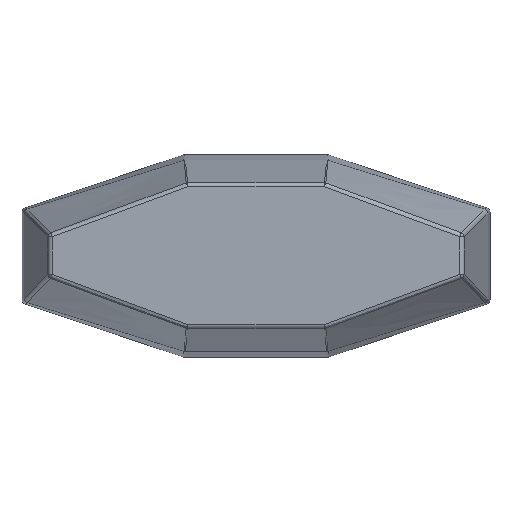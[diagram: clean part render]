
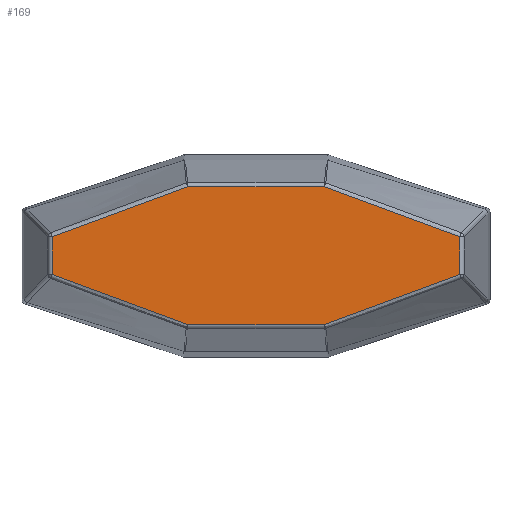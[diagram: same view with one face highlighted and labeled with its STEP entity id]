
A CAD part, top view. The second image highlights one B-rep face of the part: STEP entity #169.
In plain terms, the highlighted planar face has unit normal (0, 0, 1).
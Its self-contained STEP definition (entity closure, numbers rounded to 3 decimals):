
#169 = ADVANCED_FACE( '', ( #351 ), #352, .T. );
#351 = FACE_OUTER_BOUND( '', #915, .T. );
#352 = PLANE( '', #916 );
#915 = EDGE_LOOP( '', ( #1360, #1361, #1362, #1363, #1364, #1365, #1366, #1367 ) );
#916 = AXIS2_PLACEMENT_3D( '', #1368, #1369, #1370 );
#1360 = ORIENTED_EDGE( '', *, *, #1547, .T. );
#1361 = ORIENTED_EDGE( '', *, *, #1466, .T. );
#1362 = ORIENTED_EDGE( '', *, *, #1503, .T. );
#1363 = ORIENTED_EDGE( '', *, *, #1605, .T. );
#1364 = ORIENTED_EDGE( '', *, *, #1614, .T. );
#1365 = ORIENTED_EDGE( '', *, *, #1621, .T. );
#1366 = ORIENTED_EDGE( '', *, *, #1600, .T. );
#1367 = ORIENTED_EDGE( '', *, *, #1595, .T. );
#1368 = CARTESIAN_POINT( '', ( 0., 0., 10. ) );
#1369 = DIRECTION( '', ( 0., 0., 1. ) );
#1370 = DIRECTION( '', ( 1., 0., 0. ) );
#1466 = EDGE_CURVE( '', #1653, #1658, #1660, .T. );
#1503 = EDGE_CURVE( '', #1658, #1723, #1725, .T. );
#1547 = EDGE_CURVE( '', #1788, #1653, #1791, .T. );
#1595 = EDGE_CURVE( '', #1852, #1788, #1855, .T. );
#1600 = EDGE_CURVE( '', #1857, #1852, #1861, .T. );
#1605 = EDGE_CURVE( '', #1723, #1670, #1866, .T. );
#1614 = EDGE_CURVE( '', #1670, #1823, #1877, .T. );
#1621 = EDGE_CURVE( '', #1823, #1857, #1884, .T. );
#1653 = VERTEX_POINT( '', #1950 );
#1658 = VERTEX_POINT( '', #1956 );
#1660 = LINE( '', #1958, #1959 );
#1670 = VERTEX_POINT( '', #1969 );
#1723 = VERTEX_POINT( '', #2091 );
#1725 = B_SPLINE_CURVE_WITH_KNOTS( '', 3, ( #2093, #2094, #2095, #2096 ), .UNSPECIFIED., .F., .F., ( 4, 4 ), ( 0., 0.007 ), .UNSPECIFIED. );
#1788 = VERTEX_POINT( '', #2353 );
#1791 = B_SPLINE_CURVE_WITH_KNOTS( '', 3, ( #2356, #2357, #2358, #2359 ), .UNSPECIFIED., .F., .F., ( 4, 4 ), ( 0., 0.007 ), .UNSPECIFIED. );
#1823 = VERTEX_POINT( '', #2463 );
#1852 = VERTEX_POINT( '', #2555 );
#1855 = LINE( '', #2559, #2560 );
#1857 = VERTEX_POINT( '', #2562 );
#1861 = B_SPLINE_CURVE_WITH_KNOTS( '', 3, ( #2569, #2570, #2571, #2572 ), .UNSPECIFIED., .F., .F., ( 4, 4 ), ( 0., 0.007 ), .UNSPECIFIED. );
#1866 = LINE( '', #2577, #2578 );
#1877 = B_SPLINE_CURVE_WITH_KNOTS( '', 3, ( #2593, #2594, #2595, #2596 ), .UNSPECIFIED., .F., .F., ( 4, 4 ), ( 0., 0.007 ), .UNSPECIFIED. );
#1884 = LINE( '', #2618, #2619 );
#1950 = CARTESIAN_POINT( '', ( -9.581, 0.891, 10. ) );
#1956 = CARTESIAN_POINT( '', ( -9.581, -0.891, 10. ) );
#1958 = CARTESIAN_POINT( '', ( -9.581, 0., 10. ) );
#1959 = VECTOR( '', #2696, 1000. );
#1969 = CARTESIAN_POINT( '', ( 3.217, -3.238, 10. ) );
#2091 = CARTESIAN_POINT( '', ( -3.217, -3.238, 10. ) );
#2093 = CARTESIAN_POINT( '', ( -9.581, -0.891, 10. ) );
#2094 = CARTESIAN_POINT( '', ( -7.46, -1.673, 10. ) );
#2095 = CARTESIAN_POINT( '', ( -5.339, -2.455, 10. ) );
#2096 = CARTESIAN_POINT( '', ( -3.217, -3.238, 10. ) );
#2353 = CARTESIAN_POINT( '', ( -3.217, 3.238, 10. ) );
#2356 = CARTESIAN_POINT( '', ( -3.217, 3.238, 10. ) );
#2357 = CARTESIAN_POINT( '', ( -5.339, 2.455, 10. ) );
#2358 = CARTESIAN_POINT( '', ( -7.46, 1.673, 10. ) );
#2359 = CARTESIAN_POINT( '', ( -9.581, 0.891, 10. ) );
#2463 = CARTESIAN_POINT( '', ( 9.581, -0.891, 10. ) );
#2555 = CARTESIAN_POINT( '', ( 3.217, 3.238, 10. ) );
#2559 = CARTESIAN_POINT( '', ( 0., 3.238, 10. ) );
#2560 = VECTOR( '', #2792, 1000. );
#2562 = CARTESIAN_POINT( '', ( 9.581, 0.891, 10. ) );
#2569 = CARTESIAN_POINT( '', ( 9.581, 0.891, 10. ) );
#2570 = CARTESIAN_POINT( '', ( 7.46, 1.673, 10. ) );
#2571 = CARTESIAN_POINT( '', ( 5.339, 2.455, 10. ) );
#2572 = CARTESIAN_POINT( '', ( 3.217, 3.238, 10. ) );
#2577 = CARTESIAN_POINT( '', ( 0., -3.238, 10. ) );
#2578 = VECTOR( '', #2802, 1000. );
#2593 = CARTESIAN_POINT( '', ( 3.217, -3.238, 10. ) );
#2594 = CARTESIAN_POINT( '', ( 5.339, -2.455, 10. ) );
#2595 = CARTESIAN_POINT( '', ( 7.46, -1.673, 10. ) );
#2596 = CARTESIAN_POINT( '', ( 9.581, -0.891, 10. ) );
#2618 = CARTESIAN_POINT( '', ( 9.581, 0., 10. ) );
#2619 = VECTOR( '', #2810, 1000. );
#2696 = DIRECTION( '', ( 0., -1., 0. ) );
#2792 = DIRECTION( '', ( -1., 0., 0. ) );
#2802 = DIRECTION( '', ( 1., 0., 0. ) );
#2810 = DIRECTION( '', ( 0., 1., 0. ) );
